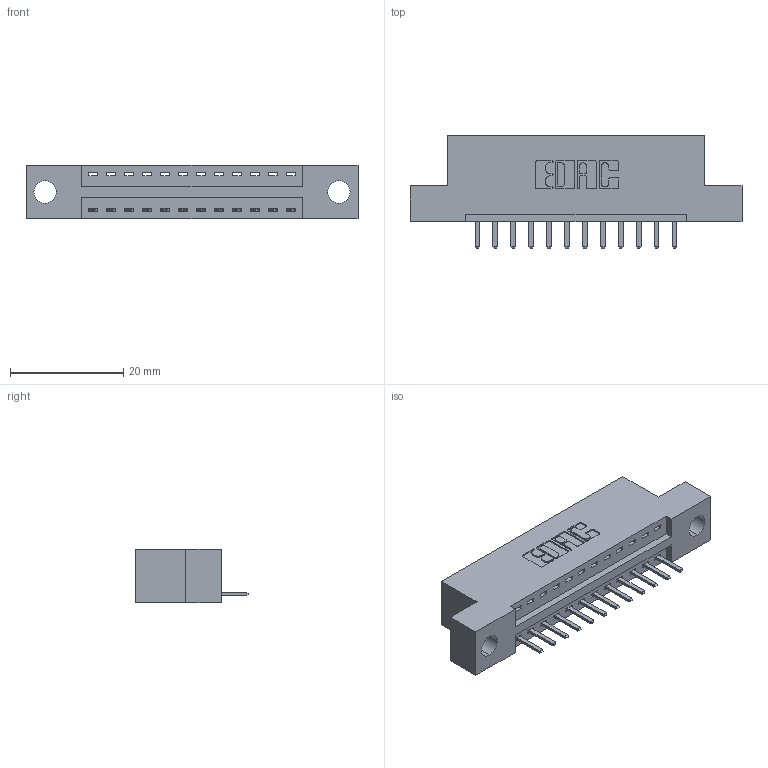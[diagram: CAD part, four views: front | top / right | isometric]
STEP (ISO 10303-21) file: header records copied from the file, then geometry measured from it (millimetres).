
FILE_DESCRIPTION (( 'STEP AP203' ), '1' );
FILE_NAME ('346-012-520-104.STEP', '2022-05-05T02:17:23', ( '' ), ( '' ), 'SwSTEP 2.0', 'SolidWorks 2020', '' );
FILE_SCHEMA (( 'CONFIG_CONTROL_DESIGN' ));
Length unit declared in the file: inch
Products named in the file (3): 345-292-001_345-293-120; 346-012-520-104; 346 Part_Flush Mounting Lugs - 0.156 Dia-TH
Assembly tree (13 placements, depth 2):
  346-012-520-104
    346 Part_Flush Mounting Lugs - 0.156 Dia-TH
    345-292-001_345-293-120  x12
Bounding box: 58.67 x 20.02 x 9.4 mm (x, y, z)
Volume: 5269.2 mm3; surface area: 5984.2 mm2
Topology: 13 solids, 13 shells, 880 faces, 2573 edges, 1682 vertices
Faces by surface type: plane 594, cylinder 286
Entity records: 12019 total; most frequent: CARTESIAN_POINT 2090, ORIENTED_EDGE 2022, DIRECTION 1867, EDGE_CURVE 1011, VECTOR 827, LINE 827, VERTEX_POINT 670, AXIS2_PLACEMENT_3D 520
